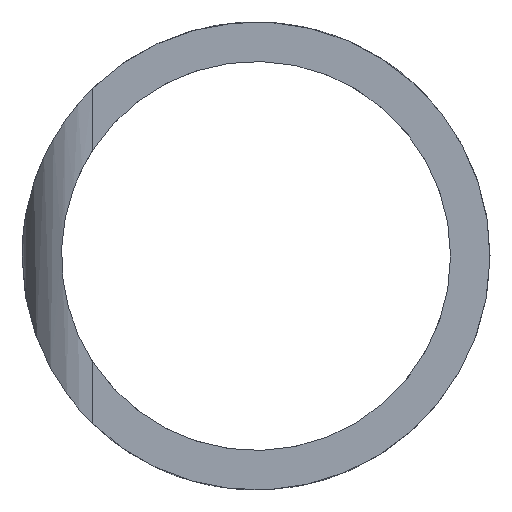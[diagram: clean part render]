
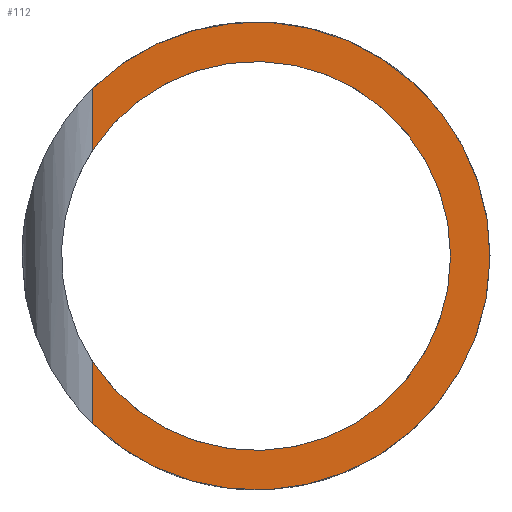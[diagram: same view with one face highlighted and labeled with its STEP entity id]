
A CAD part, front view. The second image highlights one B-rep face of the part: STEP entity #112.
In plain terms, the highlighted planar face has unit normal (0, -1, 0).
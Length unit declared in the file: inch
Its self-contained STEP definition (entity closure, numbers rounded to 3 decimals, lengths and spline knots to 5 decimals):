
#28=FACE_OUTER_BOUND('',#35,.T.);
#35=EDGE_LOOP('',(#81,#82,#83,#84));
#45=CIRCLE('',#128,0.83);
#46=CIRCLE('',#129,0.69);
#49=LINE('',#170,#53);
#50=LINE('',#174,#54);
#53=VECTOR('',#142,0.21995);
#54=VECTOR('',#145,0.21995);
#57=VERTEX_POINT('',#168);
#58=VERTEX_POINT('',#169);
#59=VERTEX_POINT('',#171);
#60=VERTEX_POINT('',#173);
#67=EDGE_CURVE('',#57,#58,#49,.T.);
#68=EDGE_CURVE('',#59,#58,#45,.T.);
#69=EDGE_CURVE('',#59,#60,#50,.T.);
#70=EDGE_CURVE('',#57,#60,#46,.T.);
#81=ORIENTED_EDGE('',*,*,#67,.T.);
#82=ORIENTED_EDGE('',*,*,#68,.F.);
#83=ORIENTED_EDGE('',*,*,#69,.T.);
#84=ORIENTED_EDGE('',*,*,#70,.F.);
#109=PLANE('',#127);
#112=ADVANCED_FACE('',(#28),#109,.F.);
#127=AXIS2_PLACEMENT_3D('',#167,#140,#141);
#128=AXIS2_PLACEMENT_3D('',#172,#143,#144);
#129=AXIS2_PLACEMENT_3D('',#175,#146,#147);
#140=DIRECTION('center_axis',(0.,1.,0.));
#141=DIRECTION('ref_axis',(1.,0.,0.));
#142=DIRECTION('',(0.,0.,-1.));
#143=DIRECTION('center_axis',(0.,1.,0.));
#144=DIRECTION('ref_axis',(-0.699,0.,0.715));
#145=DIRECTION('',(0.,0.,-1.));
#146=DIRECTION('center_axis',(0.,-1.,0.));
#147=DIRECTION('ref_axis',(-0.841,0.,-0.542));
#167=CARTESIAN_POINT('Origin',(0.,0.,0.));
#168=CARTESIAN_POINT('',(-0.58,0.,-0.37376));
#169=CARTESIAN_POINT('',(-0.58,0.,-0.59372));
#170=CARTESIAN_POINT('',(-0.58,0.,-0.37376));
#171=CARTESIAN_POINT('',(-0.58,0.,0.59372));
#172=CARTESIAN_POINT('Origin',(0.,0.,0.));
#173=CARTESIAN_POINT('',(-0.58,0.,0.37376));
#174=CARTESIAN_POINT('',(-0.58,0.,0.59372));
#175=CARTESIAN_POINT('Origin',(0.,0.,0.));
